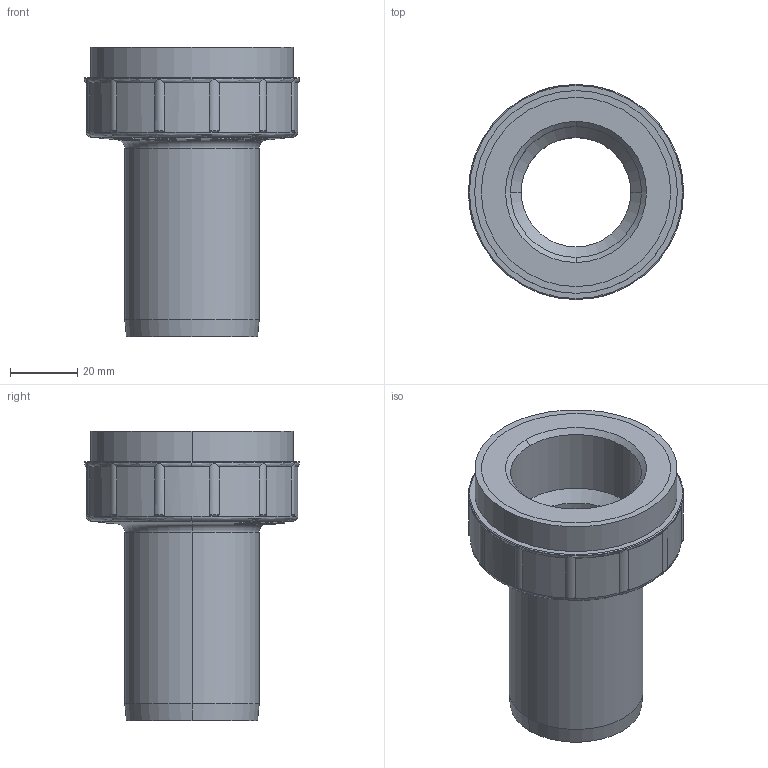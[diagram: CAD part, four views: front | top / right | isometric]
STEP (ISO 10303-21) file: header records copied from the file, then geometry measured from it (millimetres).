
FILE_DESCRIPTION((''),'2;1');
FILE_NAME('F2190400114_ASM','2017-04-18T',('Stefano'),(''),'PRO/ENGINEER BY PARAMETRIC TECHNOLOGY CORPORATION, 2012130','PRO/ENGINEER BY PARAMETRIC TECHNOLOGY CORPORATION, 2012130','');
FILE_SCHEMA(('CONFIG_CONTROL_DESIGN'));
Length unit declared in the file: millimetre
Products named in the file (3): C050200014_AF0; C030200008; F2190400114_ASM
Assembly tree (2 placements, depth 2):
  F2190400114_ASM
    C050200014_AF0
    C030200008
Bounding box: 64 x 64 x 86 mm (x, y, z)
Volume: 76331.3 mm3; surface area: 29916.3 mm2
Topology: 2 solids, 2 shells, 1116 faces, 3131 edges, 2071 vertices
Faces by surface type: plane 982, cylinder 47, bspline 41, cone 26, torus 20
Entity records: 38282 total; most frequent: CARTESIAN_POINT 11446, ORIENTED_EDGE 6262, DIRECTION 4413, EDGE_CURVE 3131, VERTEX_POINT 2071, VECTOR 1935, LINE 1935, AXIS2_PLACEMENT_3D 1239
